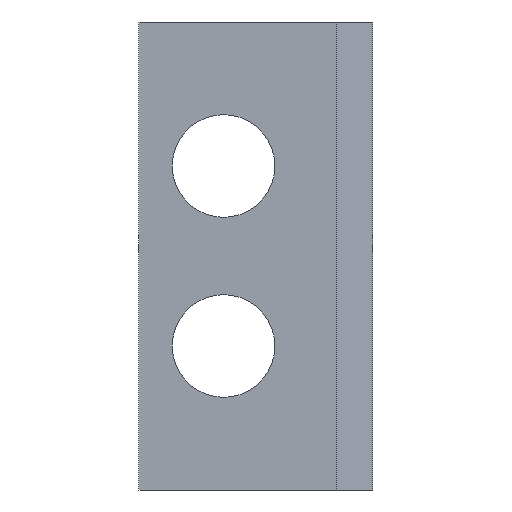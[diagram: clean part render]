
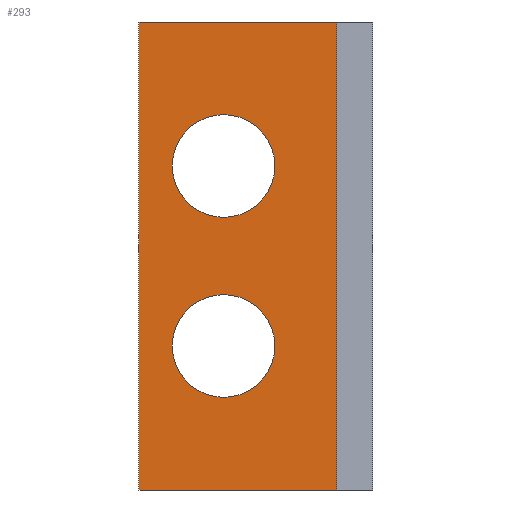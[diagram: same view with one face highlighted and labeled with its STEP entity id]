
A CAD part, left-side view. The second image highlights one B-rep face of the part: STEP entity #293.
In plain terms, the highlighted planar face has unit normal (-1, 0, 0).
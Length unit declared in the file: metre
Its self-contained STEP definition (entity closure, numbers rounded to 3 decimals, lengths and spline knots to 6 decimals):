
#21=CIRCLE('',#325,0.00285);
#22=CIRCLE('',#326,0.00285);
#39=ORIENTED_EDGE('',*,*,#111,.T.);
#40=ORIENTED_EDGE('',*,*,#112,.T.);
#41=ORIENTED_EDGE('',*,*,#113,.T.);
#42=ORIENTED_EDGE('',*,*,#114,.F.);
#43=ORIENTED_EDGE('',*,*,#115,.F.);
#44=ORIENTED_EDGE('',*,*,#108,.T.);
#108=EDGE_CURVE('',#145,#143,#172,.T.);
#111=EDGE_CURVE('',#147,#147,#21,.T.);
#112=EDGE_CURVE('',#148,#148,#22,.T.);
#113=EDGE_CURVE('',#143,#149,#175,.T.);
#114=EDGE_CURVE('',#150,#149,#176,.T.);
#115=EDGE_CURVE('',#145,#150,#177,.T.);
#143=VERTEX_POINT('',#446);
#145=VERTEX_POINT('',#449);
#147=VERTEX_POINT('',#455);
#148=VERTEX_POINT('',#457);
#149=VERTEX_POINT('',#459);
#150=VERTEX_POINT('',#461);
#172=LINE('',#448,#194);
#175=LINE('',#458,#197);
#176=LINE('',#460,#198);
#177=LINE('',#462,#199);
#194=VECTOR('',#360,1.);
#197=VECTOR('',#369,1.);
#198=VECTOR('',#370,1.);
#199=VECTOR('',#371,1.);
#216=EDGE_LOOP('',(#39));
#217=EDGE_LOOP('',(#40));
#218=EDGE_LOOP('',(#41,#42,#43,#44));
#250=FACE_BOUND('',#216,.T.);
#251=FACE_BOUND('',#217,.T.);
#252=FACE_BOUND('',#218,.T.);
#284=PLANE('',#324);
#293=ADVANCED_FACE('',(#250,#251,#252),#284,.F.);
#324=AXIS2_PLACEMENT_3D('',#453,#363,#364);
#325=AXIS2_PLACEMENT_3D('',#454,#365,#366);
#326=AXIS2_PLACEMENT_3D('',#456,#367,#368);
#360=DIRECTION('',(0.,0.,-1.));
#363=DIRECTION('',(1.,0.,0.));
#364=DIRECTION('',(0.,1.,0.));
#365=DIRECTION('',(1.,0.,0.));
#366=DIRECTION('',(0.,1.,0.));
#367=DIRECTION('',(1.,0.,0.));
#368=DIRECTION('',(0.,1.,0.));
#369=DIRECTION('',(0.,-1.,0.));
#370=DIRECTION('',(0.,0.,-1.));
#371=DIRECTION('',(0.,-1.,0.));
#446=CARTESIAN_POINT('',(-0.0001,0.0129,0.0031));
#448=CARTESIAN_POINT('',(-0.0001,0.0129,0.0291));
#449=CARTESIAN_POINT('',(-0.0001,0.0129,0.0291));
#453=CARTESIAN_POINT('',(-0.0001,0.00741,0.0291));
#454=CARTESIAN_POINT('',(-0.0001,0.0082,0.0211));
#455=CARTESIAN_POINT('',(-0.0001,0.01105,0.0211));
#456=CARTESIAN_POINT('',(-0.0001,0.0082,0.0111));
#457=CARTESIAN_POINT('',(-0.0001,0.01105,0.0111));
#458=CARTESIAN_POINT('',(-0.0001,0.00741,0.0031));
#459=CARTESIAN_POINT('',(-0.0001,0.00192,0.0031));
#460=CARTESIAN_POINT('',(-0.0001,0.00192,0.0291));
#461=CARTESIAN_POINT('',(-0.0001,0.00192,0.0291));
#462=CARTESIAN_POINT('',(-0.0001,0.00741,0.0291));
